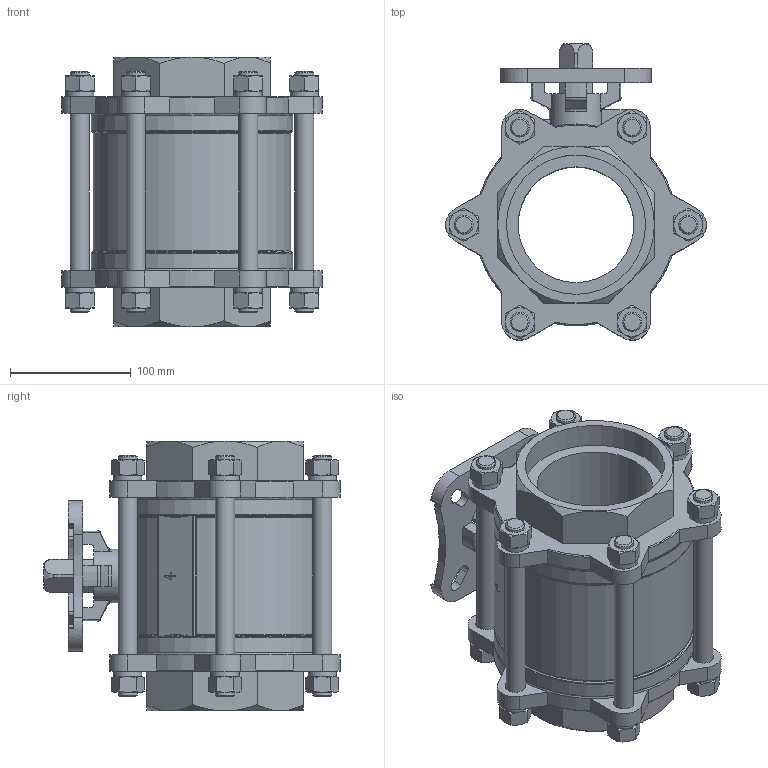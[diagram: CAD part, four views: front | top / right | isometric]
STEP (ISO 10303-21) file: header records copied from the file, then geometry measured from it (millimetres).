
FILE_DESCRIPTION(/* description */ ('STEP AP214'),/* implementation_level */ '2;1');
FILE_NAME(/* name */ '8089048_VZBE-4-WA-63-T-2-F1012-V15V15',/* time_stamp */ '2024-09-18T02:25:51+02:00',/* author */ ('License CC BY-ND 4.0'),/* organization */ ('CADENAS'),/* preprocessor_version */ 'ST-DEVELOPER v19.3',/* originating_system */ 'PARTsolutions',/* authorisation */ ' ');
FILE_SCHEMA (('AUTOMOTIVE_DESIGN {1 0 10303 214 3 1 1}'));
Length unit declared in the file: millimetre
Products named in the file (2): 8089048 VZBE-4-WA-63-T-2-F1012-V15V15; 8089048 VZBE-4-WA-63-T-2-F1012-V15V15_v
Assembly tree (1 placements, depth 2):
  8089048 VZBE-4-WA-63-T-2-F1012-V15V15
    8089048 VZBE-4-WA-63-T-2-F1012-V15V15_v
Bounding box: 216.4 x 246.21 x 224 mm (x, y, z)
Volume: 3152063.3 mm3; surface area: 352555.5 mm2
Topology: 1 solids, 1 shells, 592 faces, 1437 edges, 897 vertices
Faces by surface type: plane 244, cone 187, cylinder 126, torus 35
Full cylindrical faces by diameter (mm): 16 x19, 17 x12, 23.5 x12, 56 x1, 96 x1, 115.5 x2, 167.4 x2
Entity records: 17412 total; most frequent: CARTESIAN_POINT 4334, ORIENTED_EDGE 2704, DIRECTION 2578, EDGE_CURVE 1352, AXIS2_PLACEMENT_3D 1080, VERTEX_POINT 879, EDGE_LOOP 741, FACE_BOUND 741
